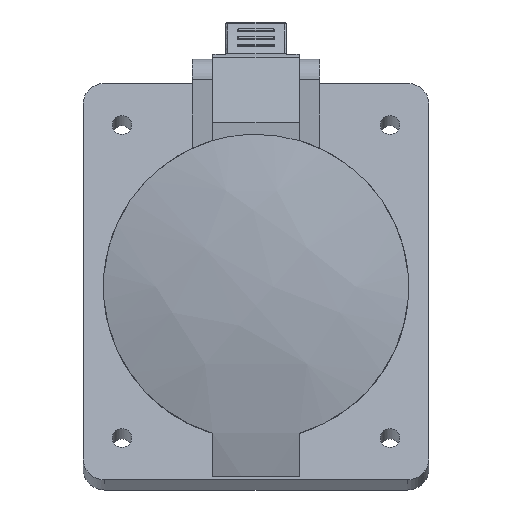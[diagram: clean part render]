
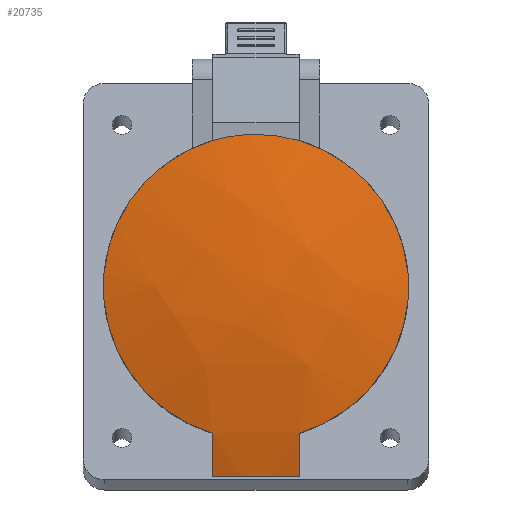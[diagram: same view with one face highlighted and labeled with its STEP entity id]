
A CAD part, top view. The second image highlights one B-rep face of the part: STEP entity #20735.
In plain terms, the highlighted free-form (B-spline) face has degree [3, 3] with [4, 4] control points.
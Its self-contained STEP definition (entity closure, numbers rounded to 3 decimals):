
#456 = CIRCLE ( 'NONE', #13139, 35.3 ) ;
#644 = B_SPLINE_CURVE_WITH_KNOTS ( 'NONE', 3,
 ( #16287, #12957, #19891, #18225, #2650, #945, #16516, #2761, #7988, #14903, #21839, #6304, #13188, #13743, #18772, #1508, #11705, #17298, #8203 ),
 .UNSPECIFIED., .F., .F.,
 ( 4, 2, 2, 2, 1, 2, 2, 2, 2, 4 ),
 ( 0., 0.125, 0.25, 0.375, 0.438, 0.469, 0.5, 0.625, 0.75, 1. ),
 .UNSPECIFIED. ) ;
#945 = CARTESIAN_POINT ( 'NONE',  ( 4.224, 35.056, 39.137 ) ) ;
#992 = CARTESIAN_POINT ( 'NONE',  ( 10., 33.854, 39.137 ) ) ;
#1508 = CARTESIAN_POINT ( 'NONE',  ( -4.201, 35.059, 39.137 ) ) ;
#1987 = ORIENTED_EDGE ( 'NONE', *, *, #6315, .T. ) ;
#2197 = CARTESIAN_POINT ( 'NONE',  ( 12.404, 9.477, 47.017 ) ) ;
#2650 = CARTESIAN_POINT ( 'NONE',  ( 5.892, 34.815, 39.137 ) ) ;
#2761 = CARTESIAN_POINT ( 'NONE',  ( 2.131, 35.238, 39.137 ) ) ;
#3021 = VERTEX_POINT ( 'NONE', #19275 ) ;
#3492 = EDGE_CURVE ( 'NONE', #14010, #8049, #456, .T. ) ;
#3519 = ORIENTED_EDGE ( 'NONE', *, *, #3492, .T. ) ;
#3884 = CARTESIAN_POINT ( 'NONE',  ( 11.872, 35.921, 40.43 ) ) ;
#3924 = CARTESIAN_POINT ( 'NONE',  ( -10., -33.854, 39.137 ) ) ;
#4685 = CARTESIAN_POINT ( 'NONE',  ( -10., -33.854, 39.137 ) ) ;
#4711 = CARTESIAN_POINT ( 'NONE',  ( -11.695, -43.8, 38.236 ) ) ;
#5171 = CARTESIAN_POINT ( 'NONE',  ( 34.403, -43.8, 32.627 ) ) ;
#5658 = EDGE_CURVE ( 'NONE', #8049, #3021, #644, .T. ) ;
#5733 = CARTESIAN_POINT ( 'NONE',  ( 36.31, -17.75, 40.348 ) ) ;
#6304 = CARTESIAN_POINT ( 'NONE',  ( 0.243, 35.3, 39.137 ) ) ;
#6315 = EDGE_CURVE ( 'NONE', #3021, #12423, #16341, .T. ) ;
#6556 = AXIS2_PLACEMENT_3D ( 'NONE', #8612, #13835, #20863 ) ;
#6909 = VERTEX_POINT ( 'NONE', #10788 ) ;
#7152 = EDGE_CURVE ( 'NONE', #12423, #6909, #9466, .T. ) ;
#7988 = CARTESIAN_POINT ( 'NONE',  ( 1.502, 35.272, 39.137 ) ) ;
#8049 = VERTEX_POINT ( 'NONE', #992 ) ;
#8203 = CARTESIAN_POINT ( 'NONE',  ( -10., 33.854, 39.137 ) ) ;
#8522 = CARTESIAN_POINT ( 'NONE',  ( 10., -37.244, 38.35 ) ) ;
#8612 = CARTESIAN_POINT ( 'NONE',  ( 0., 0., 39.137 ) ) ;
#8884 = CARTESIAN_POINT ( 'NONE',  ( -36.31, -17.75, 40.348 ) ) ;
#8942 = ORIENTED_EDGE ( 'NONE', *, *, #5658, .T. ) ;
#9134 = ORIENTED_EDGE ( 'NONE', *, *, #19205, .T. ) ;
#9466 = B_SPLINE_CURVE_WITH_KNOTS ( 'NONE', 3,
 ( #4685, #22054, #16736, #11463 ),
 .UNSPECIFIED., .F., .F.,
 ( 4, 4 ),
 ( 0., 1. ),
 .UNSPECIFIED. ) ;
#9570 = DIRECTION ( 'NONE',  ( 0., -1., 0. ) ) ;
#10346 = DIRECTION ( 'NONE',  ( 0., 0., -1. ) ) ;
#10672 = CARTESIAN_POINT ( 'NONE',  ( -11.872, 35.921, 40.43 ) ) ;
#10783 = CARTESIAN_POINT ( 'NONE',  ( -12.344, -17.75, 46.268 ) ) ;
#10788 = CARTESIAN_POINT ( 'NONE',  ( -10., -43.8, 36.464 ) ) ;
#10907 = EDGE_CURVE ( 'NONE', #6909, #18408, #14468, .T. ) ;
#11463 = CARTESIAN_POINT ( 'NONE',  ( -10., -43.8, 36.464 ) ) ;
#11595 = CARTESIAN_POINT ( 'NONE',  ( -34.403, -43.8, 32.627 ) ) ;
#11705 = CARTESIAN_POINT ( 'NONE',  ( -6.718, 34.696, 39.137 ) ) ;
#12161 = CARTESIAN_POINT ( 'NONE',  ( 12.344, -17.75, 46.268 ) ) ;
#12423 = VERTEX_POINT ( 'NONE', #3924 ) ;
#12500 = CARTESIAN_POINT ( 'NONE',  ( -34.924, 35.921, 34.736 ) ) ;
#12600 = B_SPLINE_CURVE_WITH_KNOTS ( 'NONE', 3,
 ( #17174, #15103, #8522, #22040 ),
 .UNSPECIFIED., .F., .F.,
 ( 4, 4 ),
 ( 0., 1. ),
 .UNSPECIFIED. ) ;
#12607 = CARTESIAN_POINT ( 'NONE',  ( -36.488, 9.477, 41.068 ) ) ;
#12640 = AXIS2_PLACEMENT_3D ( 'NONE', #18922, #19025, #10346 ) ;
#12957 = CARTESIAN_POINT ( 'NONE',  ( 9.188, 34.094, 39.137 ) ) ;
#13085 = CARTESIAN_POINT ( 'NONE',  ( 0., 0., 39.137 ) ) ;
#13139 = AXIS2_PLACEMENT_3D ( 'NONE', #13085, #16411, #9570 ) ;
#13188 = CARTESIAN_POINT ( 'NONE',  ( -0.819, 35.301, 39.137 ) ) ;
#13743 = CARTESIAN_POINT ( 'NONE',  ( -1.666, 35.271, 39.137 ) ) ;
#13835 = DIRECTION ( 'NONE',  ( 0., 0., 1. ) ) ;
#14010 = VERTEX_POINT ( 'NONE', #14507 ) ;
#14100 = CARTESIAN_POINT ( 'NONE',  ( -12.404, 9.477, 47.017 ) ) ;
#14468 = CIRCLE ( 'NONE', #12640, 143.463 ) ;
#14507 = CARTESIAN_POINT ( 'NONE',  ( 10., -33.854, 39.137 ) ) ;
#14903 = CARTESIAN_POINT ( 'NONE',  ( 0.872, 35.29, 39.137 ) ) ;
#15103 = CARTESIAN_POINT ( 'NONE',  ( 10., -40.562, 37.455 ) ) ;
#15400 = ORIENTED_EDGE ( 'NONE', *, *, #7152, .T. ) ;
#16287 = CARTESIAN_POINT ( 'NONE',  ( 10., 33.854, 39.137 ) ) ;
#16341 = CIRCLE ( 'NONE', #6556, 35.3 ) ;
#16411 = DIRECTION ( 'NONE',  ( 0., 0., 1. ) ) ;
#16516 = CARTESIAN_POINT ( 'NONE',  ( 3.388, 35.147, 39.137 ) ) ;
#16736 = CARTESIAN_POINT ( 'NONE',  ( -10., -40.562, 37.455 ) ) ;
#17174 = CARTESIAN_POINT ( 'NONE',  ( 10., -43.8, 36.464 ) ) ;
#17298 = CARTESIAN_POINT ( 'NONE',  ( -8.371, 34.335, 39.137 ) ) ;
#17742 = EDGE_LOOP ( 'NONE', ( #21054, #9134, #3519, #8942, #1987, #15400 ) ) ;
#17758 = CARTESIAN_POINT ( 'NONE',  ( 36.488, 9.477, 41.068 ) ) ;
#18225 = CARTESIAN_POINT ( 'NONE',  ( 6.724, 34.664, 39.137 ) ) ;
#18408 = VERTEX_POINT ( 'NONE', #20981 ) ;
#18772 = CARTESIAN_POINT ( 'NONE',  ( -3.356, 35.15, 39.137 ) ) ;
#18905 = FACE_OUTER_BOUND ( 'NONE', #17742, .T. ) ;
#18922 = CARTESIAN_POINT ( 'NONE',  ( 0., -43.8, -106.65 ) ) ;
#19025 = DIRECTION ( 'NONE',  ( 0., 1., 0. ) ) ;
#19205 = EDGE_CURVE ( 'NONE', #18408, #14010, #12600, .T. ) ;
#19275 = CARTESIAN_POINT ( 'NONE',  ( -10., 33.854, 39.137 ) ) ;
#19444 = CARTESIAN_POINT ( 'NONE',  ( 34.924, 35.921, 34.736 ) ) ;
#19891 = CARTESIAN_POINT ( 'NONE',  ( 8.371, 34.304, 39.137 ) ) ;
#20229 = CARTESIAN_POINT ( 'NONE',  ( 11.695, -43.8, 38.236 ) ) ;
#20735 = ADVANCED_FACE ( 'NONE', ( #18905 ), #22162, .T. ) ;
#20863 = DIRECTION ( 'NONE',  ( 0., -1., 0. ) ) ;
#20981 = CARTESIAN_POINT ( 'NONE',  ( 10., -43.8, 36.464 ) ) ;
#21054 = ORIENTED_EDGE ( 'NONE', *, *, #10907, .T. ) ;
#21839 = CARTESIAN_POINT ( 'NONE',  ( 0.451, 35.298, 39.137 ) ) ;
#22040 = CARTESIAN_POINT ( 'NONE',  ( 10., -33.854, 39.137 ) ) ;
#22054 = CARTESIAN_POINT ( 'NONE',  ( -10., -37.244, 38.35 ) ) ;
#22162 =( BOUNDED_SURFACE ( )  B_SPLINE_SURFACE ( 3, 3, ( 
 ( #5171, #20229, #4711, #11595 ),
 ( #5733, #12161, #10783, #8884 ),
 ( #17758, #2197, #14100, #12607 ),
 ( #19444, #3884, #10672, #12500 ) ),
 .UNSPECIFIED., .F., .F., .F. ) 
 B_SPLINE_SURFACE_WITH_KNOTS ( ( 4, 4 ),
 ( 4, 4 ),
 ( 0., 1. ),
 ( 0., 1. ),
 .UNSPECIFIED. ) 
 GEOMETRIC_REPRESENTATION_ITEM ( )  RATIONAL_B_SPLINE_SURFACE ( (
 ( 1., 0.981, 0.981, 1.),
 ( 0.976, 0.957, 0.957, 0.976),
 ( 0.976, 0.957, 0.957, 0.976),
 ( 1., 0.981, 0.981, 1.) ) ) 
 REPRESENTATION_ITEM ( '' )  SURFACE ( )  );
